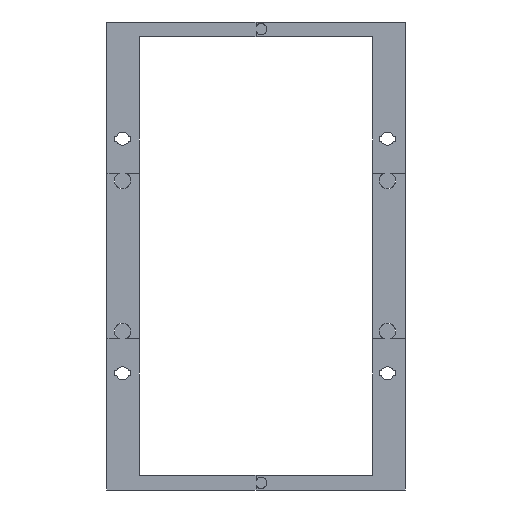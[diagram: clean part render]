
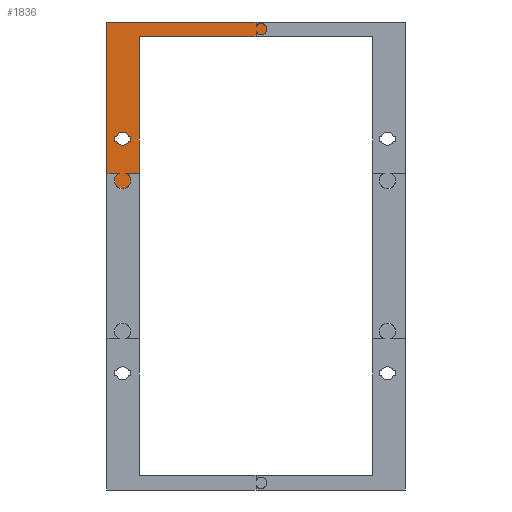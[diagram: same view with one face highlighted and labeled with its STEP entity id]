
A CAD part, front view. The second image highlights one B-rep face of the part: STEP entity #1836.
In plain terms, the highlighted planar face has unit normal (0, -1, 0).
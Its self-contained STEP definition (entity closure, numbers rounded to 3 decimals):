
#28=FACE_BOUND('',#236,.T.);
#41=CIRCLE('',#1948,6.5);
#43=CIRCLE('',#1954,6.5);
#45=CIRCLE('',#1959,8.);
#47=CIRCLE('',#1966,5.5);
#132=FACE_OUTER_BOUND('',#235,.T.);
#235=EDGE_LOOP('',(#1387,#1388,#1389,#1390,#1391,#1392,#1393,#1394,#1395,
#1396));
#236=EDGE_LOOP('',(#1397,#1398,#1399,#1400,#1401,#1402,#1403,#1404));
#347=LINE('',#2676,#571);
#351=LINE('',#2684,#575);
#354=LINE('',#2690,#578);
#358=LINE('',#2702,#582);
#361=LINE('',#2708,#585);
#364=LINE('',#2714,#588);
#367=LINE('',#2724,#591);
#371=LINE('',#2732,#595);
#375=LINE('',#2744,#599);
#378=LINE('',#2750,#602);
#381=LINE('',#2756,#605);
#384=LINE('',#2762,#608);
#388=LINE('',#2774,#612);
#391=LINE('',#2779,#615);
#571=VECTOR('',#2162,10.);
#575=VECTOR('',#2168,10.);
#578=VECTOR('',#2173,10.);
#582=VECTOR('',#2185,10.);
#585=VECTOR('',#2190,10.);
#588=VECTOR('',#2195,10.);
#591=VECTOR('',#2206,10.);
#595=VECTOR('',#2212,10.);
#599=VECTOR('',#2224,10.);
#602=VECTOR('',#2229,10.);
#605=VECTOR('',#2234,10.);
#608=VECTOR('',#2239,10.);
#612=VECTOR('',#2251,10.);
#615=VECTOR('',#2256,10.);
#785=VERTEX_POINT('',#2674);
#786=VERTEX_POINT('',#2675);
#789=VERTEX_POINT('',#2683);
#791=VERTEX_POINT('',#2689);
#793=VERTEX_POINT('',#2695);
#795=VERTEX_POINT('',#2701);
#797=VERTEX_POINT('',#2707);
#799=VERTEX_POINT('',#2713);
#801=VERTEX_POINT('',#2722);
#802=VERTEX_POINT('',#2723);
#805=VERTEX_POINT('',#2731);
#807=VERTEX_POINT('',#2737);
#809=VERTEX_POINT('',#2743);
#811=VERTEX_POINT('',#2749);
#813=VERTEX_POINT('',#2755);
#815=VERTEX_POINT('',#2761);
#817=VERTEX_POINT('',#2767);
#819=VERTEX_POINT('',#2773);
#979=EDGE_CURVE('',#785,#786,#347,.T.);
#983=EDGE_CURVE('',#789,#785,#351,.T.);
#986=EDGE_CURVE('',#791,#789,#354,.T.);
#989=EDGE_CURVE('',#793,#791,#41,.T.);
#992=EDGE_CURVE('',#795,#793,#358,.T.);
#995=EDGE_CURVE('',#797,#795,#361,.T.);
#998=EDGE_CURVE('',#799,#797,#364,.T.);
#1001=EDGE_CURVE('',#786,#799,#43,.T.);
#1003=EDGE_CURVE('',#801,#802,#367,.T.);
#1007=EDGE_CURVE('',#802,#805,#371,.T.);
#1010=EDGE_CURVE('',#807,#805,#45,.T.);
#1013=EDGE_CURVE('',#807,#809,#375,.T.);
#1016=EDGE_CURVE('',#809,#811,#378,.T.);
#1019=EDGE_CURVE('',#811,#813,#381,.T.);
#1022=EDGE_CURVE('',#813,#815,#384,.T.);
#1025=EDGE_CURVE('',#817,#815,#47,.T.);
#1028=EDGE_CURVE('',#817,#819,#388,.T.);
#1031=EDGE_CURVE('',#801,#819,#391,.F.);
#1387=ORIENTED_EDGE('',*,*,#1031,.F.);
#1388=ORIENTED_EDGE('',*,*,#1003,.T.);
#1389=ORIENTED_EDGE('',*,*,#1007,.T.);
#1390=ORIENTED_EDGE('',*,*,#1010,.F.);
#1391=ORIENTED_EDGE('',*,*,#1013,.T.);
#1392=ORIENTED_EDGE('',*,*,#1016,.T.);
#1393=ORIENTED_EDGE('',*,*,#1019,.T.);
#1394=ORIENTED_EDGE('',*,*,#1022,.T.);
#1395=ORIENTED_EDGE('',*,*,#1025,.F.);
#1396=ORIENTED_EDGE('',*,*,#1028,.T.);
#1397=ORIENTED_EDGE('',*,*,#1001,.F.);
#1398=ORIENTED_EDGE('',*,*,#979,.F.);
#1399=ORIENTED_EDGE('',*,*,#983,.F.);
#1400=ORIENTED_EDGE('',*,*,#986,.F.);
#1401=ORIENTED_EDGE('',*,*,#989,.F.);
#1402=ORIENTED_EDGE('',*,*,#992,.F.);
#1403=ORIENTED_EDGE('',*,*,#995,.F.);
#1404=ORIENTED_EDGE('',*,*,#998,.F.);
#1748=PLANE('',#1971);
#1836=ADVANCED_FACE('',(#132,#28),#1748,.F.);
#1948=AXIS2_PLACEMENT_3D('',#2696,#2178,#2179);
#1954=AXIS2_PLACEMENT_3D('',#2719,#2200,#2201);
#1959=AXIS2_PLACEMENT_3D('',#2738,#2217,#2218);
#1966=AXIS2_PLACEMENT_3D('',#2768,#2244,#2245);
#1971=AXIS2_PLACEMENT_3D('',#2782,#2260,#2261);
#2162=DIRECTION('',(-1.,0.,0.));
#2168=DIRECTION('',(0.,0.,1.));
#2173=DIRECTION('',(1.,0.,0.));
#2178=DIRECTION('center_axis',(0.,-1.,0.));
#2179=DIRECTION('ref_axis',(1.,0.,0.));
#2185=DIRECTION('',(1.,0.,0.));
#2190=DIRECTION('',(0.,0.,-1.));
#2195=DIRECTION('',(-1.,0.,0.));
#2200=DIRECTION('center_axis',(0.,-1.,0.));
#2201=DIRECTION('ref_axis',(1.,0.,0.));
#2206=DIRECTION('',(0.,0.,-1.));
#2212=DIRECTION('',(1.,0.,0.));
#2217=DIRECTION('center_axis',(0.,1.,0.));
#2218=DIRECTION('ref_axis',(0.348,0.,0.937));
#2224=DIRECTION('',(1.,0.,0.));
#2229=DIRECTION('',(0.,0.,1.));
#2234=DIRECTION('',(1.,0.,0.));
#2239=DIRECTION('',(0.,0.,1.));
#2244=DIRECTION('center_axis',(0.,1.,0.));
#2245=DIRECTION('ref_axis',(-0.909,0.,0.417));
#2251=DIRECTION('',(0.,0.,1.));
#2256=DIRECTION('',(-1.,0.,0.));
#2260=DIRECTION('center_axis',(0.,1.,0.));
#2261=DIRECTION('ref_axis',(1.,0.,0.));
#2674=CARTESIAN_POINT('',(23.5,0.,350.5));
#2675=CARTESIAN_POINT('',(21.5,0.,350.5));
#2676=CARTESIAN_POINT('',(23.5,0.,350.5));
#2683=CARTESIAN_POINT('',(23.5,0.,345.5));
#2684=CARTESIAN_POINT('',(23.5,0.,345.5));
#2689=CARTESIAN_POINT('',(21.5,0.,345.5));
#2690=CARTESIAN_POINT('',(7.5,0.,345.5));
#2695=CARTESIAN_POINT('',(9.5,0.,345.5));
#2696=CARTESIAN_POINT('Origin',(15.5,0.,348.));
#2701=CARTESIAN_POINT('',(7.5,0.,345.5));
#2702=CARTESIAN_POINT('',(7.5,0.,345.5));
#2707=CARTESIAN_POINT('',(7.5,0.,350.5));
#2708=CARTESIAN_POINT('',(7.5,0.,350.5));
#2713=CARTESIAN_POINT('',(9.5,0.,350.5));
#2714=CARTESIAN_POINT('',(23.5,0.,350.5));
#2719=CARTESIAN_POINT('Origin',(15.5,0.,348.));
#2722=CARTESIAN_POINT('',(0.,0.,463.5));
#2723=CARTESIAN_POINT('',(0.,0.,314.));
#2724=CARTESIAN_POINT('',(0.,0.,464.));
#2731=CARTESIAN_POINT('',(12.716,0.,314.));
#2732=CARTESIAN_POINT('',(0.,0.,314.));
#2737=CARTESIAN_POINT('',(18.284,0.,314.));
#2738=CARTESIAN_POINT('Origin',(15.5,0.,306.5));
#2743=CARTESIAN_POINT('',(32.,0.,314.));
#2744=CARTESIAN_POINT('',(0.,0.,314.));
#2749=CARTESIAN_POINT('',(32.,0.,449.));
#2750=CARTESIAN_POINT('',(32.,0.,15.));
#2755=CARTESIAN_POINT('',(147.5,0.,449.));
#2756=CARTESIAN_POINT('',(32.,0.,449.));
#2761=CARTESIAN_POINT('',(147.5,0.,454.209));
#2762=CARTESIAN_POINT('',(147.5,0.,449.));
#2767=CARTESIAN_POINT('',(147.5,0.,458.791));
#2768=CARTESIAN_POINT('Origin',(152.5,0.,456.5));
#2773=CARTESIAN_POINT('',(147.5,0.,463.5));
#2774=CARTESIAN_POINT('',(147.5,0.,449.));
#2779=CARTESIAN_POINT('',(39.5,0.,463.5));
#2782=CARTESIAN_POINT('Origin',(79.,0.,381.25));
